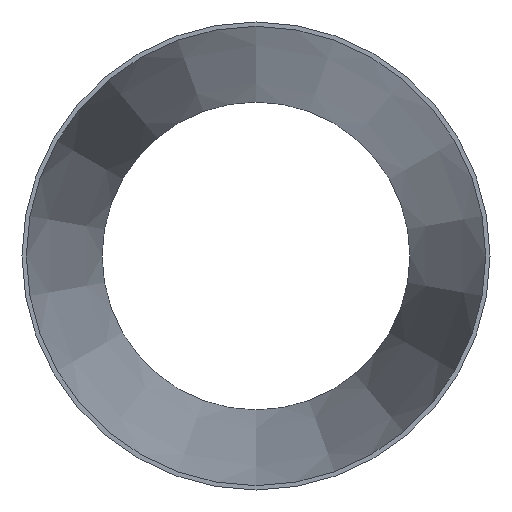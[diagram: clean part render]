
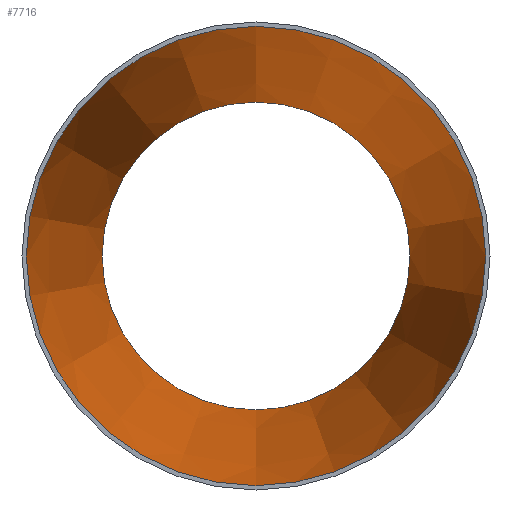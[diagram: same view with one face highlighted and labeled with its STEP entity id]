
A CAD part, front view. The second image highlights one B-rep face of the part: STEP entity #7716.
In plain terms, the highlighted conical face has half-angle 7.463 degrees and reference radius 158.924 mm.
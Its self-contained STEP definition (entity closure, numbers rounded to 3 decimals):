
#1360 = VERTEX_POINT ( 'NONE', #9396 ) ;
#2177 = CARTESIAN_POINT ( 'NONE',  ( 0., 400., 0. ) ) ;
#2233 = ORIENTED_EDGE ( 'NONE', *, *, #22227, .T. ) ;
#3321 = FACE_OUTER_BOUND ( 'NONE', #13425, .T. ) ;
#5089 = CARTESIAN_POINT ( 'NONE',  ( 0., 0., 0. ) ) ;
#7716 = ADVANCED_FACE ( 'NONE', ( #22691, #3321 ), #38295, .F. ) ;
#9396 = CARTESIAN_POINT ( 'NONE',  ( 0., 0., -158.924 ) ) ;
#13425 = EDGE_LOOP ( 'NONE', ( #2233 ) ) ;
#13922 = VERTEX_POINT ( 'NONE', #48026 ) ;
#14149 = CARTESIAN_POINT ( 'NONE',  ( 0., 0., 0. ) ) ;
#18656 = DIRECTION ( 'NONE',  ( 0., 0., -1. ) ) ;
#18684 = CIRCLE ( 'NONE', #29217, 158.924 ) ;
#21155 = CIRCLE ( 'NONE', #32491, 106.524 ) ;
#21812 = DIRECTION ( 'NONE',  ( 0., 0., -1. ) ) ;
#22227 = EDGE_CURVE ( 'NONE', #1360, #1360, #18684, .T. ) ;
#22557 = EDGE_CURVE ( 'NONE', #13922, #13922, #21155, .T. ) ;
#22691 = FACE_BOUND ( 'NONE', #26829, .T. ) ;
#25507 = DIRECTION ( 'NONE',  ( 0., -1., 0. ) ) ;
#26829 = EDGE_LOOP ( 'NONE', ( #48289 ) ) ;
#29217 = AXIS2_PLACEMENT_3D ( 'NONE', #5089, #42474, #47490 ) ;
#32491 = AXIS2_PLACEMENT_3D ( 'NONE', #2177, #45341, #21812 ) ;
#38295 = CONICAL_SURFACE ( 'NONE', #47149, 158.924, 0.13 ) ;
#42474 = DIRECTION ( 'NONE',  ( 0., -1., 0. ) ) ;
#45341 = DIRECTION ( 'NONE',  ( 0., -1., 0. ) ) ;
#47149 = AXIS2_PLACEMENT_3D ( 'NONE', #14149, #25507, #18656 ) ;
#47490 = DIRECTION ( 'NONE',  ( 0., 0., -1. ) ) ;
#48026 = CARTESIAN_POINT ( 'NONE',  ( 0., 400., -106.524 ) ) ;
#48289 = ORIENTED_EDGE ( 'NONE', *, *, #22557, .F. ) ;
